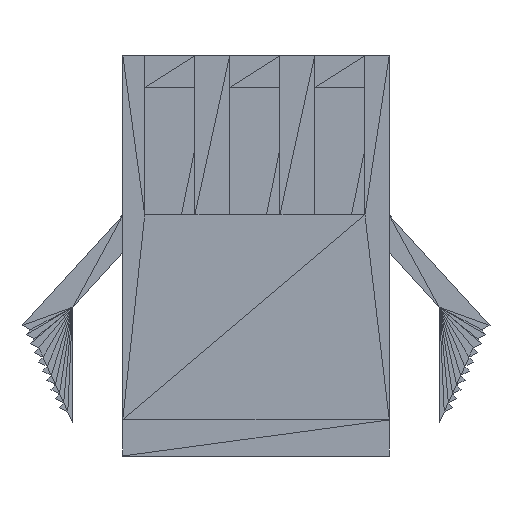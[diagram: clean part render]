
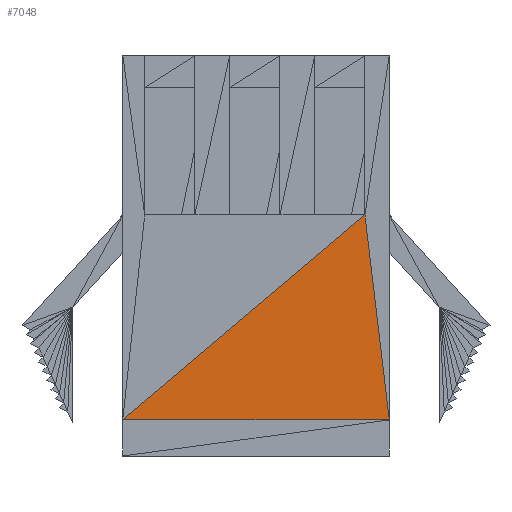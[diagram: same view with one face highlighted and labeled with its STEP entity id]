
A CAD part, front view. The second image highlights one B-rep face of the part: STEP entity #7048.
In plain terms, the highlighted planar face has unit normal (0, -1, 0).
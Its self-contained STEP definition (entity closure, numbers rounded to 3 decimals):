
#243 = EDGE_LOOP ( 'NONE', ( #2587, #6345, #4081 ) ) ;
#491 = CARTESIAN_POINT ( 'NONE',  ( 0., -3.037, 0. ) ) ;
#964 = CARTESIAN_POINT ( 'NONE',  ( 10.245, -3.037, 6.8 ) ) ;
#1143 = VECTOR ( 'NONE', #6074, 1000. ) ;
#1184 = VERTEX_POINT ( 'NONE', #964 ) ;
#1503 = EDGE_CURVE ( 'NONE', #8653, #5561, #4910, .T. ) ;
#2140 = EDGE_CURVE ( 'NONE', #5561, #1184, #5532, .T. ) ;
#2587 = ORIENTED_EDGE ( 'NONE', *, *, #1503, .T. ) ;
#2718 = EDGE_CURVE ( 'NONE', #1184, #8653, #4777, .T. ) ;
#3056 = FACE_OUTER_BOUND ( 'NONE', #243, .T. ) ;
#3905 = PLANE ( 'NONE',  #5837 ) ;
#4081 = ORIENTED_EDGE ( 'NONE', *, *, #2718, .T. ) ;
#4396 = CARTESIAN_POINT ( 'NONE',  ( 3.01, -3.037, 0.68 ) ) ;
#4777 = LINE ( 'NONE', #5314, #1143 ) ;
#4910 = LINE ( 'NONE', #5727, #7913 ) ;
#5271 = DIRECTION ( 'NONE',  ( 0., -1., 0. ) ) ;
#5314 = CARTESIAN_POINT ( 'NONE',  ( 10.245, -3.037, 6.8 ) ) ;
#5532 = LINE ( 'NONE', #6727, #7894 ) ;
#5561 = VERTEX_POINT ( 'NONE', #6605 ) ;
#5727 = CARTESIAN_POINT ( 'NONE',  ( 3.01, -3.037, 0.68 ) ) ;
#5837 = AXIS2_PLACEMENT_3D ( 'NONE', #491, #5271, #7252 ) ;
#6074 = DIRECTION ( 'NONE',  ( -0.763, 0., -0.646 ) ) ;
#6345 = ORIENTED_EDGE ( 'NONE', *, *, #2140, .T. ) ;
#6605 = CARTESIAN_POINT ( 'NONE',  ( 10.97, -3.037, 0.68 ) ) ;
#6727 = CARTESIAN_POINT ( 'NONE',  ( 10.97, -3.037, 0.68 ) ) ;
#7048 = ADVANCED_FACE ( 'NONE', ( #3056 ), #3905, .T. ) ;
#7252 = DIRECTION ( 'NONE',  ( 0., 0., -1. ) ) ;
#7894 = VECTOR ( 'NONE', #8844, 1000. ) ;
#7913 = VECTOR ( 'NONE', #8551, 1000. ) ;
#8551 = DIRECTION ( 'NONE',  ( 1., 0., 0. ) ) ;
#8653 = VERTEX_POINT ( 'NONE', #4396 ) ;
#8844 = DIRECTION ( 'NONE',  ( -0.118, 0., 0.993 ) ) ;
